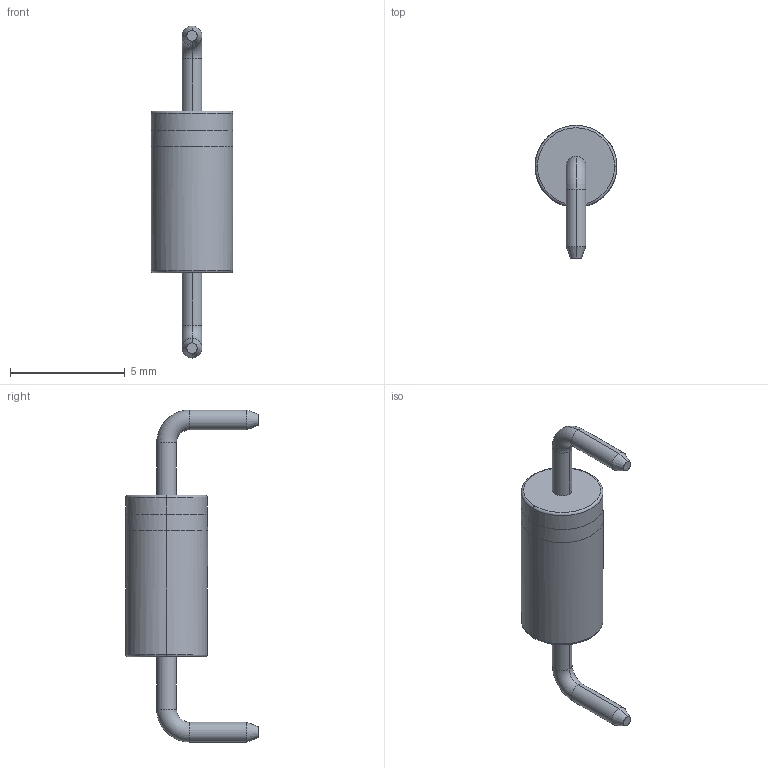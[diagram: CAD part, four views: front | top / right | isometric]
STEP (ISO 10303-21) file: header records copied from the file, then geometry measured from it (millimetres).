
FILE_DESCRIPTION (( 'STEP AP214' ), '1' );
FILE_NAME ('0AFFFC82-14AA-4802-BEBA-B5F5982495B1.STEP', '2008-06-06T09:10:51', ( 'sysAdmin' ), ( 'SolidWorks' ), 'SwSTEP 2.0', 'SolidWorks 2008', '' );
FILE_SCHEMA (( 'AUTOMOTIVE_DESIGN' ));
Length unit declared in the file: millimetre
Products named in the file (1): 0AFFFC82-14AA-4802-BEBA-B5F5982495B1
Bounding box: 3.56 x 5.78 x 14.46 mm (x, y, z)
Volume: 77.8 mm3; surface area: 133.4 mm2
Topology: 1 solids, 1 shells, 30 faces, 58 edges, 32 vertices
Faces by surface type: cylinder 14, torus 8, cone 4, plane 4
Entity records: 973 total; most frequent: CARTESIAN_POINT 189, DIRECTION 152, ORIENTED_EDGE 116, AXIS2_PLACEMENT_3D 67, EDGE_CURVE 58, CIRCLE 36, EDGE_LOOP 32, VERTEX_POINT 32
